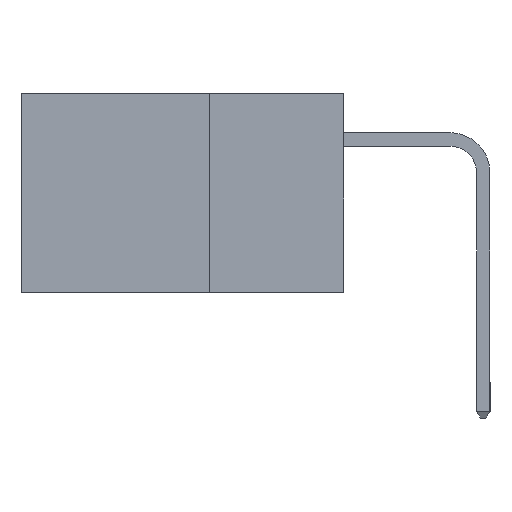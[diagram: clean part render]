
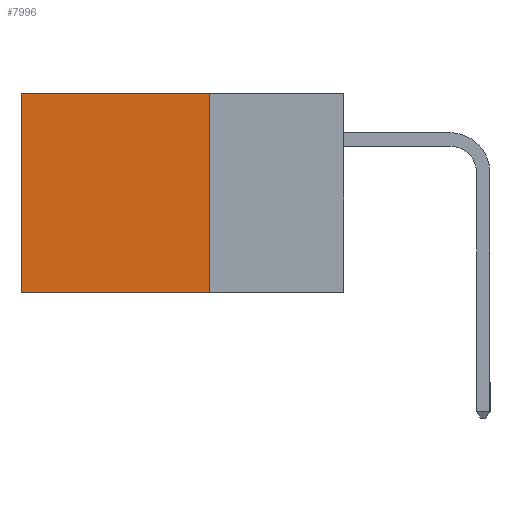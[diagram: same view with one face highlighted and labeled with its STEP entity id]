
A CAD part, left-side view. The second image highlights one B-rep face of the part: STEP entity #7996.
In plain terms, the highlighted planar face has unit normal (-1, 0, 0).
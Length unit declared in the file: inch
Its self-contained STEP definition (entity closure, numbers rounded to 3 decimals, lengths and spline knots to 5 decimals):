
#95 = CARTESIAN_POINT ( 'NONE',  ( 0.298, 0.6, -0.37 ) ) ;
#153 = DIRECTION ( 'NONE',  ( 0., 1., 0. ) ) ;
#535 = ORIENTED_EDGE ( 'NONE', *, *, #4946, .T. ) ;
#626 = ORIENTED_EDGE ( 'NONE', *, *, #7840, .F. ) ;
#1159 = LINE ( 'NONE', #9374, #3442 ) ;
#1177 = VERTEX_POINT ( 'NONE', #11472 ) ;
#1215 = VERTEX_POINT ( 'NONE', #4733 ) ;
#1765 = VECTOR ( 'NONE', #9253, 39.37008 ) ;
#2378 = DIRECTION ( 'NONE',  ( 1., 0., 0. ) ) ;
#3133 = VECTOR ( 'NONE', #3237, 39.37008 ) ;
#3237 = DIRECTION ( 'NONE',  ( 0., 0., -1. ) ) ;
#3364 = PLANE ( 'NONE',  #8676 ) ;
#3442 = VECTOR ( 'NONE', #153, 39.37008 ) ;
#3839 = ORIENTED_EDGE ( 'NONE', *, *, #7911, .T. ) ;
#4369 = LINE ( 'NONE', #4915, #1765 ) ;
#4588 = VECTOR ( 'NONE', #8138, 39.37008 ) ;
#4733 = CARTESIAN_POINT ( 'NONE',  ( 0.298, 0.25, 0. ) ) ;
#4915 = CARTESIAN_POINT ( 'NONE',  ( 0.298, 0.25, 0. ) ) ;
#4946 = EDGE_CURVE ( 'NONE', #1215, #1177, #7023, .T. ) ;
#5397 = LINE ( 'NONE', #9477, #3133 ) ;
#5942 = CARTESIAN_POINT ( 'NONE',  ( 0.298, 0.25, 0. ) ) ;
#6689 = FACE_OUTER_BOUND ( 'NONE', #8540, .T. ) ;
#7023 = LINE ( 'NONE', #5942, #4588 ) ;
#7117 = CARTESIAN_POINT ( 'NONE',  ( 0.298, 0.25, 0. ) ) ;
#7840 = EDGE_CURVE ( 'NONE', #11105, #9632, #1159, .T. ) ;
#7911 = EDGE_CURVE ( 'NONE', #1177, #9632, #5397, .T. ) ;
#7996 = ADVANCED_FACE ( 'NONE', ( #6689 ), #3364, .F. ) ;
#8137 = ORIENTED_EDGE ( 'NONE', *, *, #8415, .F. ) ;
#8138 = DIRECTION ( 'NONE',  ( 0., 1., 0. ) ) ;
#8415 = EDGE_CURVE ( 'NONE', #1215, #11105, #4369, .T. ) ;
#8540 = EDGE_LOOP ( 'NONE', ( #3839, #626, #8137, #535 ) ) ;
#8676 = AXIS2_PLACEMENT_3D ( 'NONE', #7117, #2378, #8812 ) ;
#8812 = DIRECTION ( 'NONE',  ( 0., 0., -1. ) ) ;
#9178 = CARTESIAN_POINT ( 'NONE',  ( 0.298, 0.25, -0.37 ) ) ;
#9253 = DIRECTION ( 'NONE',  ( 0., 0., -1. ) ) ;
#9374 = CARTESIAN_POINT ( 'NONE',  ( 0.298, 0.25, -0.37 ) ) ;
#9477 = CARTESIAN_POINT ( 'NONE',  ( 0.298, 0.6, 0. ) ) ;
#9632 = VERTEX_POINT ( 'NONE', #95 ) ;
#11105 = VERTEX_POINT ( 'NONE', #9178 ) ;
#11472 = CARTESIAN_POINT ( 'NONE',  ( 0.298, 0.6, 0. ) ) ;
